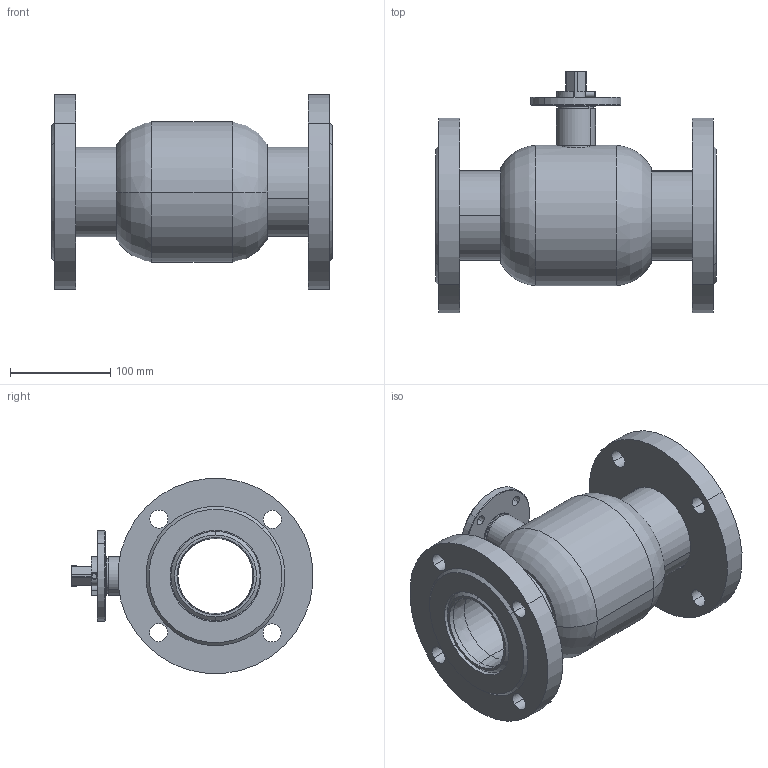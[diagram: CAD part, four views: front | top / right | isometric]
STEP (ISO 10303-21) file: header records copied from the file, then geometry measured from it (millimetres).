
FILE_DESCRIPTION (( 'STEP AP214' ), '1' );
FILE_NAME ('DN80法兰球阀PN16.STEP', '2024-03-31T02:42:19', ( '' ), ( '' ), 'SwSTEP 2.0', 'SolidWorks 2019', '' );
FILE_SCHEMA (( 'AUTOMOTIVE_DESIGN' ));
Length unit declared in the file: millimetre
Products named in the file (8): Q61F-80-5粣杶; 詩种80-100; 80概极; 80楊擘1.6..; Q61F-80-3概裝; Q61F-80-4傻諉; 80-100攫; DN80楊擘⑩概PN16
Assembly tree (9 placements, depth 2):
  DN80楊擘⑩概PN16
    80概极
    Q61F-80-4傻諉  x2
    Q61F-80-5粣杶
    Q61F-80-3概裝
    80-100攫
    詩种80-100
    80楊擘1.6..  x2
Bounding box: 280 x 241.15 x 194.3 mm (x, y, z)
Volume: 1815668.1 mm3; surface area: 419460.7 mm2
Topology: 9 solids, 9 shells, 191 faces, 444 edges, 280 vertices
Faces by surface type: cylinder 96, plane 55, cone 26, torus 14
Entity records: 5623 total; most frequent: CARTESIAN_POINT 1241, DIRECTION 880, ORIENTED_EDGE 728, AXIS2_PLACEMENT_3D 367, EDGE_CURVE 364, VERTEX_POINT 230, CIRCLE 200, EDGE_LOOP 194
